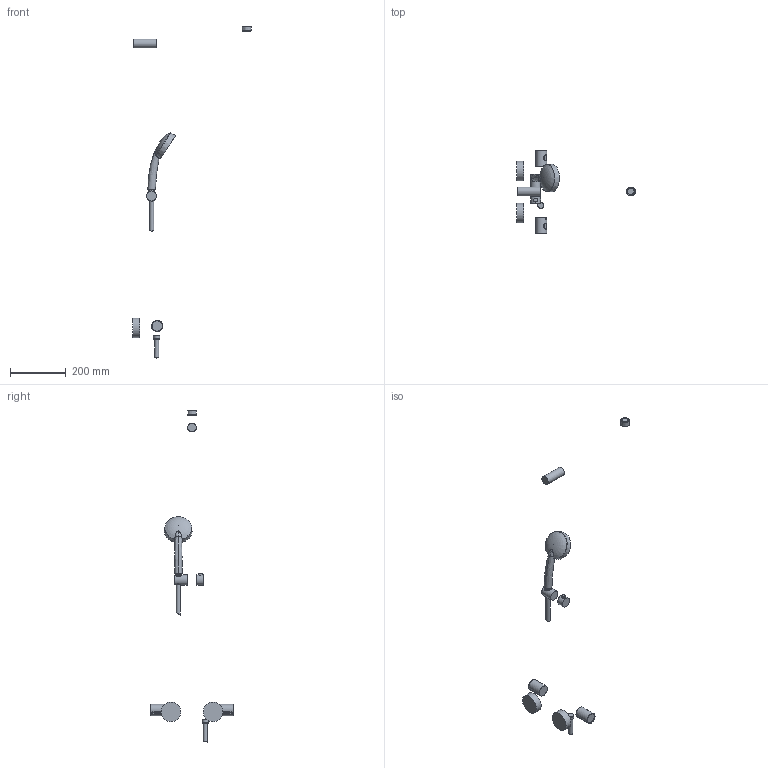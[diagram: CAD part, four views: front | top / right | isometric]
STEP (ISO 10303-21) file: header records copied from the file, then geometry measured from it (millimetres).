
FILE_DESCRIPTION(/* description */ ('Unknown'),/* implementation_level */ '2;1');
FILE_NAME(/* name */ '27922000',/* time_stamp */ '2022-08-26T14:58:30+02:00',/* author */ ('Unknown'),/* organization */ ('GROHE AG'),/* preprocessor_version */ 'ST-DEVELOPER v16.7',/* originating_system */ 'DEX',/* authorisation */ $);
FILE_SCHEMA (('AUTOMOTIVE_DESIGN {1 0 10303 214 3 1 1}'));
Length unit declared in the file: millimetre
Products named in the file (16): 27922000; 27922000_0; A_42_83_153_cosmo 160 headshower_cover ring; 081107 GTM1000C Handles Update02; 081107 GTM1000C Handles Update02_0; 27922000_1; 27922000_2; 27922000_3; 27922000_4; 27922000_5; 27922000_6; id447; 081107 GTM1000C Handles Update02_1; face1; ig_Trimm
Assembly tree (15 placements, depth 2):
  27922000
    27922000
    27922000_0
    A_42_83_153_cosmo 160 headshower_cover ring
    081107 GTM1000C Handles Update02
    081107 GTM1000C Handles Update02_0
    27922000_1
    27922000_2
    27922000_3
    27922000_4
    27922000_5
    27922000_6
    id447
    081107 GTM1000C Handles Update02_1
    face1
    ig_Trimm
Bounding box: 423.5 x 297 x 1185.84 mm (x, y, z)
Volume: 762757.5 mm3; surface area: 128518.3 mm2
Topology: 13 solids, 13 shells, 109 faces, 231 edges, 151 vertices
Faces by surface type: bspline 47, plane 28, cylinder 19, cone 9, sphere 3, torus 3
Full cylindrical faces by diameter (mm): 15 x4, 19.9 x1, 23 x2, 31.3 x1, 36 x2, 37 x2, 40 x2, 70 x2
Entity records: 5154 total; most frequent: CARTESIAN_POINT 2623, ORIENTED_EDGE 346, DIRECTION 258, EDGE_CURVE 173, FACE_BOUND 147, EDGE_LOOP 146, VERTEX_POINT 128, AXIS2_PLACEMENT_3D 126
